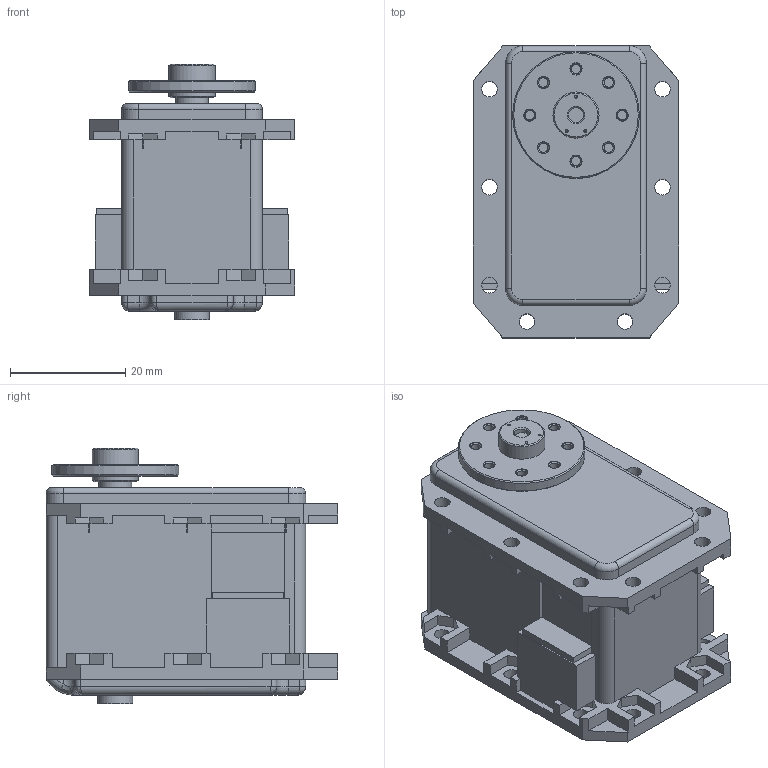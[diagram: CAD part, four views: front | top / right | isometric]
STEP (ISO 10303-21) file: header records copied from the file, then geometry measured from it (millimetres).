
FILE_DESCRIPTION(/* description */ (''),/* implementation_level */ '2;1');
FILE_NAME(/* name */ '5c62ae65-1770-4700-afa1-2fb2c959dce8.stp',/* time_stamp */ '2017-09-04T07:48:47+00:00',/* author */ (''),/* organization */ (''),/* preprocessor_version */ 'ST-DEVELOPER v16.13',/* originating_system */ 'Autodesk Translation Framework v6.1.1.50',/* authorisation */ '');
FILE_SCHEMA (('AUTOMOTIVE_DESIGN { 1 0 10303 214 3 1 1 }'));
Length unit declared in the file: millimetre
Products named in the file (3): MX-28 v4; HN07-N101 v1; Component1
Assembly tree (2 placements, depth 2):
  MX-28 v4
    HN07-N101 v1
    Component1
Bounding box: 35.6 x 50.6 x 44.35 mm (x, y, z)
Volume: 44462.2 mm3; surface area: 12028 mm2
Topology: 2 solids, 10 shells, 442 faces, 1218 edges, 789 vertices
Faces by surface type: plane 291, cylinder 114, cone 19, torus 10, bspline 8
Full cylindrical faces by diameter (mm): 1.6 x8, 2 x8, 2.6 x1, 2.7 x16, 3.2 x1, 5.7 x1, 6 x2, 8 x3, 13 x1, 22 x1
Entity records: 15289 total; most frequent: CARTESIAN_POINT 4338, ORIENTED_EDGE 2280, DIRECTION 2085, EDGE_CURVE 1148, LINE 789, VECTOR 789, VERTEX_POINT 778, AXIS2_PLACEMENT_3D 648
